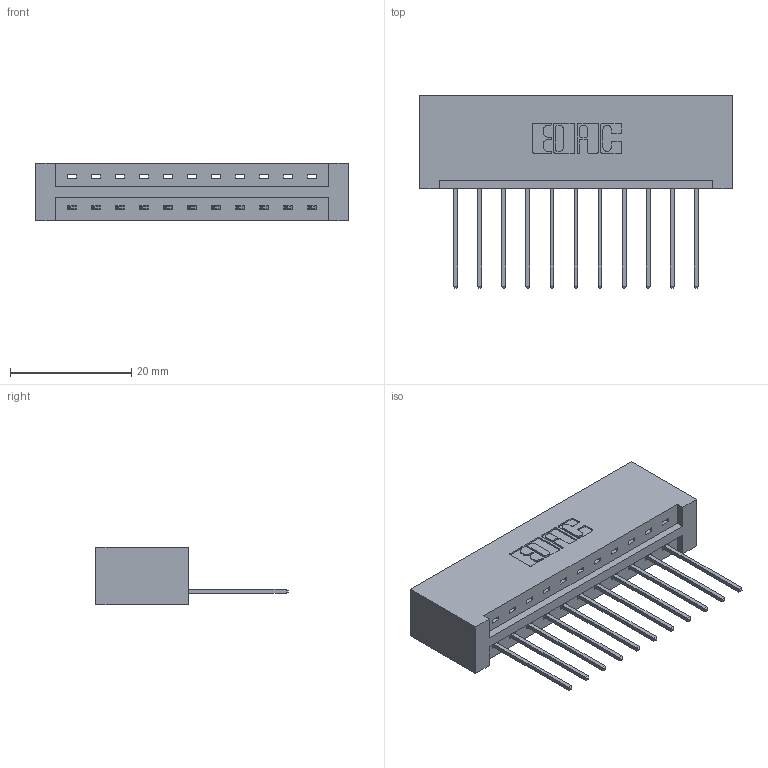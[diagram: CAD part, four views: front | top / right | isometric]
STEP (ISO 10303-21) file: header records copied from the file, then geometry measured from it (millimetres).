
FILE_DESCRIPTION (( 'STEP AP203' ), '1' );
FILE_NAME ('387-011-542-101.STEP', '2019-10-02T12:26:54', ( '' ), ( '' ), 'SwSTEP 2.0', 'SolidWorks 2016', '' );
FILE_SCHEMA (( 'CONFIG_CONTROL_DESIGN' ));
Length unit declared in the file: inch
Products named in the file (3): 387-011-542-101; 337 Part_No Mounting Lugs; 345-292-001_345-293-142
Assembly tree (12 placements, depth 2):
  387-011-542-101
    337 Part_No Mounting Lugs
    345-292-001_345-293-142  x11
Bounding box: 51.46 x 31.63 x 9.4 mm (x, y, z)
Volume: 5723.7 mm3; surface area: 5885 mm2
Topology: 12 solids, 12 shells, 788 faces, 2355 edges, 1554 vertices
Faces by surface type: plane 572, cylinder 216
Entity records: 11927 total; most frequent: CARTESIAN_POINT 2083, ORIENTED_EDGE 2030, DIRECTION 1809, EDGE_CURVE 1015, VECTOR 895, LINE 895, VERTEX_POINT 674, AXIS2_PLACEMENT_3D 457
